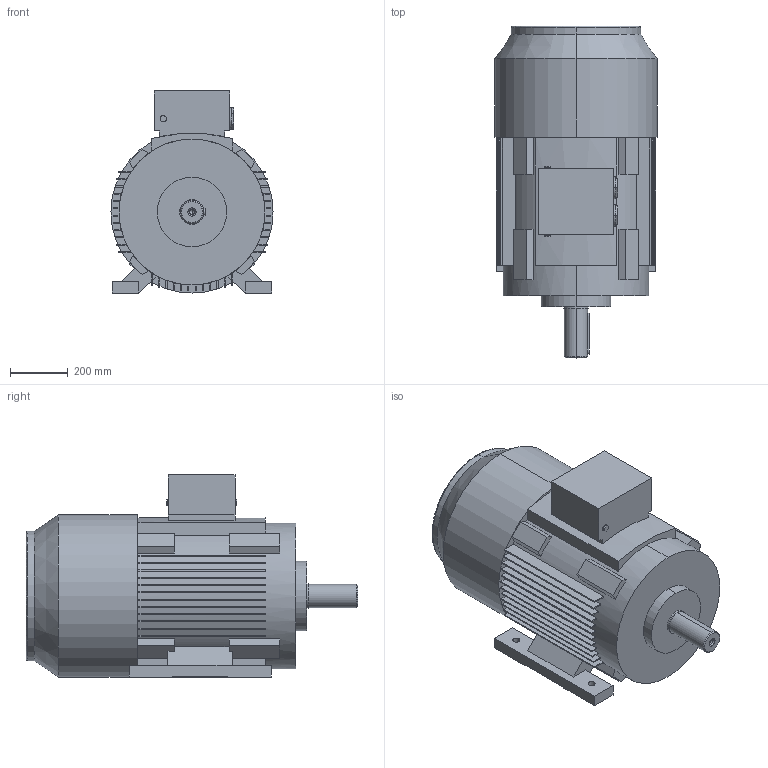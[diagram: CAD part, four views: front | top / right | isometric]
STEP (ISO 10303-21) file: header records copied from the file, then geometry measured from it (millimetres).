
FILE_DESCRIPTION (( 'STEP AP203' ), '1' );
FILE_NAME ('Ýëåêòðîäâèãàòåëü ÀÈÐ280S4,6,8.STEP', '2012-10-02T06:40:52', ( 'Áîðèñ' ), ( '' ), 'SwSTEP 2.0', 'SolidWorks 2010', '' );
FILE_SCHEMA (( 'CONFIG_CONTROL_DESIGN' ));
Length unit declared in the file: millimetre
Products named in the file (1): Ýëåêòðîäâèãàòåëü ÀÈÐ280S4,6,8
Bounding box: 560 x 1146 x 698 mm (x, y, z)
Volume: 221750761.5 mm3; surface area: 3481559.1 mm2
Topology: 1 solids, 1 shells, 373 faces, 903 edges, 577 vertices
Faces by surface type: plane 290, cylinder 71, cone 8, bspline 4
Entity records: 11048 total; most frequent: CARTESIAN_POINT 2016, DIRECTION 1907, ORIENTED_EDGE 1802, EDGE_CURVE 901, AXIS2_PLACEMENT_3D 640, LINE 627, VECTOR 627, VERTEX_POINT 577
